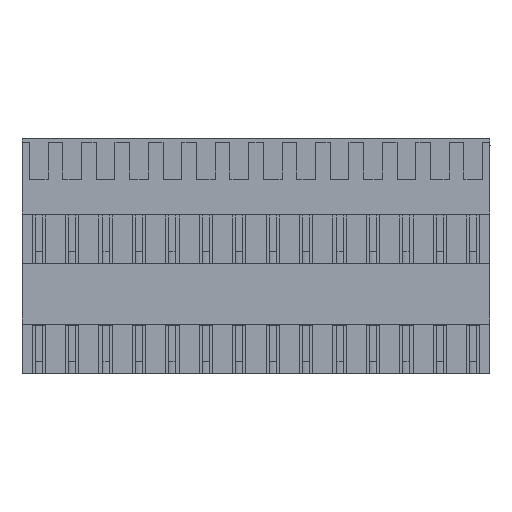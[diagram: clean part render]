
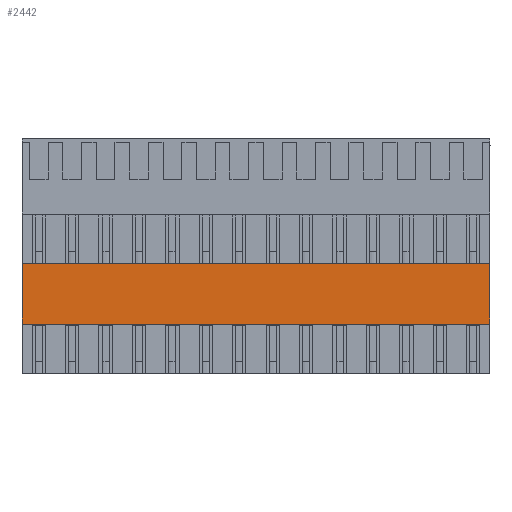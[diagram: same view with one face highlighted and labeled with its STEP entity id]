
A CAD part, top view. The second image highlights one B-rep face of the part: STEP entity #2442.
In plain terms, the highlighted planar face has unit normal (0, 0, 1).
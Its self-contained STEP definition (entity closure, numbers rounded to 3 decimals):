
#2415=AXIS2_PLACEMENT_3D('Plane Axis2P3D',#2412,#2413,#2414) ;
#2386=CARTESIAN_POINT('Line Origine',(24.,5.15,11.7)) ;
#2390=CARTESIAN_POINT('Vertex',(-0.5,5.15,11.7)) ;
#2392=CARTESIAN_POINT('Vertex',(48.5,5.15,11.7)) ;
#2412=CARTESIAN_POINT('Axis2P3D Location',(-1.2,5.15,11.7)) ;
#2417=CARTESIAN_POINT('Line Origine',(24.,12.05,11.7)) ;
#2421=CARTESIAN_POINT('Vertex',(-0.5,12.05,11.7)) ;
#2423=CARTESIAN_POINT('Vertex',(48.5,12.05,11.7)) ;
#2426=CARTESIAN_POINT('Line Origine',(-0.5,8.6,11.7)) ;
#2431=CARTESIAN_POINT('Line Origine',(48.5,8.6,11.7)) ;
#2387=DIRECTION('Vector Direction',(1.,0.,0.)) ;
#2413=DIRECTION('Axis2P3D Direction',(0.,0.,-1.)) ;
#2414=DIRECTION('Axis2P3D XDirection',(0.,1.,0.)) ;
#2418=DIRECTION('Vector Direction',(1.,0.,0.)) ;
#2427=DIRECTION('Vector Direction',(0.,1.,0.)) ;
#2432=DIRECTION('Vector Direction',(0.,1.,0.)) ;
#2388=VECTOR('Line Direction',#2387,1.) ;
#2419=VECTOR('Line Direction',#2418,1.) ;
#2428=VECTOR('Line Direction',#2427,1.) ;
#2433=VECTOR('Line Direction',#2432,1.) ;
#2437=ORIENTED_EDGE('',*,*,#2425,.F.) ;
#2438=ORIENTED_EDGE('',*,*,#2430,.F.) ;
#2439=ORIENTED_EDGE('',*,*,#2394,.T.) ;
#2440=ORIENTED_EDGE('',*,*,#2435,.T.) ;
#2442=ADVANCED_FACE('HOUSING',(#2441),#2416,.F.) ;
#2394=EDGE_CURVE('',#2391,#2393,#2389,.T.) ;
#2425=EDGE_CURVE('',#2422,#2424,#2420,.T.) ;
#2430=EDGE_CURVE('',#2391,#2422,#2429,.T.) ;
#2435=EDGE_CURVE('',#2393,#2424,#2434,.T.) ;
#2436=EDGE_LOOP('',(#2437,#2438,#2439,#2440)) ;
#2441=FACE_OUTER_BOUND('',#2436,.T.) ;
#2389=LINE('Line',#2386,#2388) ;
#2420=LINE('Line',#2417,#2419) ;
#2429=LINE('Line',#2426,#2428) ;
#2434=LINE('Line',#2431,#2433) ;
#2416=PLANE('',#2415) ;
#2391=VERTEX_POINT('',#2390) ;
#2393=VERTEX_POINT('',#2392) ;
#2422=VERTEX_POINT('',#2421) ;
#2424=VERTEX_POINT('',#2423) ;
